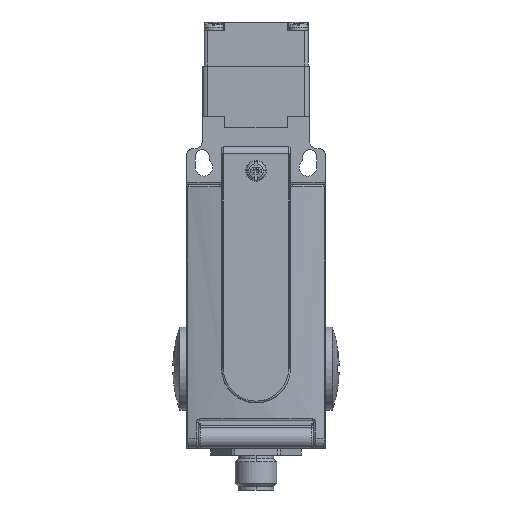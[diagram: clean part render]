
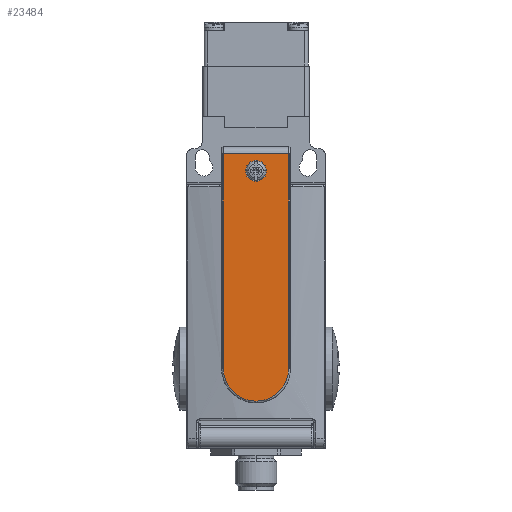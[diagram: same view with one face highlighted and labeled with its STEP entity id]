
A CAD part, front view. The second image highlights one B-rep face of the part: STEP entity #23484.
In plain terms, the highlighted planar face has unit normal (0, 1, 0).
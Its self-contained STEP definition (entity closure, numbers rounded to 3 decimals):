
#2936=DIRECTION('',(0.,0.,-1.));
#2937=VECTOR('',#2936,61.922);
#2938=CARTESIAN_POINT('',(6.094,-42.,0.865));
#2939=LINE('',#2938,#2937);
#2943=CARTESIAN_POINT('',(15.5,-42.,-61.057));
#2944=DIRECTION('',(0.,1.,0.));
#2945=DIRECTION('',(1.,0.,0.));
#2946=AXIS2_PLACEMENT_3D('',#2943,#2944,#2945);
#2951=CARTESIAN_POINT('',(15.501,-42.,-61.057));
#2952=DIRECTION('',(0.,1.,0.));
#2953=DIRECTION('',(0.,0.,-1.));
#2954=AXIS2_PLACEMENT_3D('',#2951,#2952,#2953);
#2959=CARTESIAN_POINT('',(15.5,-42.,-4.037));
#2960=DIRECTION('',(0.,1.,0.));
#2961=DIRECTION('',(0.,0.,-1.));
#2962=AXIS2_PLACEMENT_3D('',#2959,#2960,#2961);
#2967=CARTESIAN_POINT('',(15.5,-42.,-4.037));
#2968=DIRECTION('',(0.,1.,0.));
#2969=DIRECTION('',(0.,0.,1.));
#2970=AXIS2_PLACEMENT_3D('',#2967,#2968,#2969);
#3015=DIRECTION('',(0.,0.,1.));
#3016=VECTOR('',#3015,61.922);
#3017=CARTESIAN_POINT('',(24.907,-42.,-61.057));
#3018=LINE('',#3017,#3016);
#3165=DIRECTION('',(-1.,0.,0.));
#3166=VECTOR('',#3165,18.813);
#3167=CARTESIAN_POINT('',(24.907,-42.,0.865));
#3168=LINE('',#3167,#3166);
#20033=CARTESIAN_POINT('',(6.093,-42.,
-61.057));
#20034=VERTEX_POINT('',#20033);
#20035=CARTESIAN_POINT('',(15.5,-42.,
-70.464));
#20036=VERTEX_POINT('',#20035);
#20039=CARTESIAN_POINT('',(6.093,-42.,0.865));
#20040=VERTEX_POINT('',#20039);
#20050=CARTESIAN_POINT('',(24.907,-42.,0.865));
#20052=VERTEX_POINT('',#20050);
#20055=CARTESIAN_POINT('',(24.907,-42.,-61.057));
#20056=VERTEX_POINT('',#20055);
#20059=CARTESIAN_POINT('',(15.5,-42.,-1.037));
#20061=VERTEX_POINT('',#20059);
#20064=CARTESIAN_POINT('',(15.5,-42.,-7.037));
#20066=VERTEX_POINT('',#20064);
#23463=CARTESIAN_POINT('',(15.5,-42.,-34.799));
#23464=DIRECTION('',(0.,1.,0.));
#23465=DIRECTION('',(0.,0.,-1.));
#23466=AXIS2_PLACEMENT_3D('',#23463,#23464,#23465);
#23467=PLANE('',#23466);
#23469=ORIENTED_EDGE('',*,*,#23468,.F.);
#23471=ORIENTED_EDGE('',*,*,#23470,.T.);
#23473=ORIENTED_EDGE('',*,*,#23472,.T.);
#23474=ORIENTED_EDGE('',*,*,#23456,.T.);
#23475=ORIENTED_EDGE('',*,*,#23428,.F.);
#23476=EDGE_LOOP('',(#23469,#23471,#23473,#23474,#23475));
#23477=FACE_OUTER_BOUND('',#23476,.F.);
#23479=ORIENTED_EDGE('',*,*,#23478,.T.);
#23481=ORIENTED_EDGE('',*,*,#23480,.T.);
#23482=EDGE_LOOP('',(#23479,#23481));
#23483=FACE_BOUND('',#23482,.F.);
#23484=ADVANCED_FACE('',(#23477,#23483),#23467,.T.);
#2947=CIRCLE('',#2946,9.407);
#2955=CIRCLE('',#2954,9.407);
#2963=CIRCLE('',#2962,3.);
#2971=CIRCLE('',#2970,3.);
#23428=EDGE_CURVE('',#20036,#20034,#2955,.T.);
#23456=EDGE_CURVE('',#20040,#20034,#2939,.T.);
#23468=EDGE_CURVE('',#20056,#20036,#2947,.T.);
#23470=EDGE_CURVE('',#20056,#20052,#3018,.T.);
#23472=EDGE_CURVE('',#20052,#20040,#3168,.T.);
#23478=EDGE_CURVE('',#20066,#20061,#2963,.T.);
#23480=EDGE_CURVE('',#20061,#20066,#2971,.T.);
